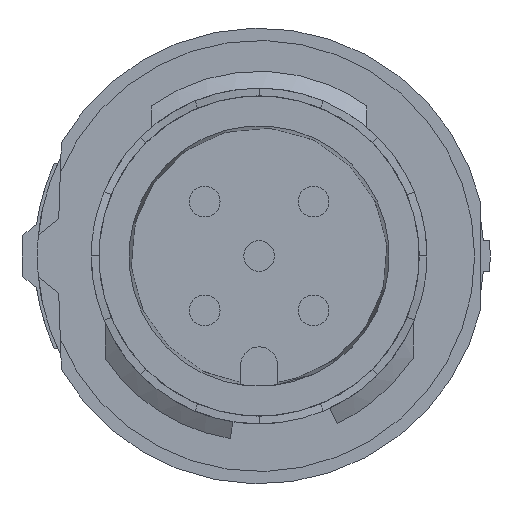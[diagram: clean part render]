
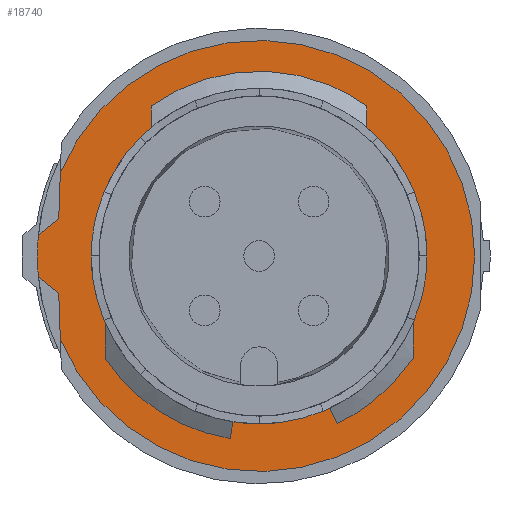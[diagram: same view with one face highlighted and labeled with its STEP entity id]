
A CAD part, left-side view. The second image highlights one B-rep face of the part: STEP entity #18740.
In plain terms, the highlighted planar face has unit normal (-1, 0, 0).
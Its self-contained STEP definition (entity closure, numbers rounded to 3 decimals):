
#5170=CARTESIAN_POINT('',(-37.678,5.264,
1.411));
#5180=VERTEX_POINT('',#5170);
#8240=CARTESIAN_POINT('',(-37.678,-5.264,
-1.411));
#8250=VERTEX_POINT('',#8240);
#8280=CARTESIAN_POINT('',(-37.678,0.,
0.));
#8290=DIRECTION('',(1.,0.,0.));
#8300=DIRECTION('',(0.,0.966,
0.259));
#8310=AXIS2_PLACEMENT_3D('',#8280,#8290,#8300);
#8320=CIRCLE('',#8310,5.45);
#8330=EDGE_CURVE('',#8250,#5180,#8320,.T.);
#18080=CARTESIAN_POINT('',(-37.678,-6.225,
0.));
#18090=DIRECTION('',(-1.,0.,0.));
#18100=DIRECTION('',(0.,0.,-1.));
#18110=AXIS2_PLACEMENT_3D('',#18080,#18090,#18100);
#18120=PLANE('',#18110);
#18130=EDGE_CURVE('',#5180,#8250,#8320,.T.);
#18140=ORIENTED_EDGE('',*,*,#18130,.T.);
#18150=ORIENTED_EDGE('',*,*,#8330,.T.);
#18160=EDGE_LOOP('',(#18150,#18140));
#18170=FACE_BOUND('',#18160,.T.);
#18180=CARTESIAN_POINT('',(-37.678,-6.975,
12.128));
#18190=DIRECTION('',(0.,-0.777,
0.629));
#18200=VECTOR('',#18190,1.);
#18210=LINE('',#18180,#18200);
#18220=CARTESIAN_POINT('',(-37.678,7.168,
0.675));
#18230=VERTEX_POINT('',#18220);
#18240=CARTESIAN_POINT('',(-37.678,6.507,
1.21));
#18250=VERTEX_POINT('',#18240);
#18260=EDGE_CURVE('',#18230,#18250,#18210,.T.);
#18270=ORIENTED_EDGE('',*,*,#18260,.F.);
#18280=CARTESIAN_POINT('',(-37.678,6.55,
0.));
#18290=DIRECTION('',(0.,-0.035,
0.999));
#18300=VECTOR('',#18290,1.);
#18310=LINE('',#18280,#18300);
#18320=CARTESIAN_POINT('',(-37.678,6.455,
2.708));
#18330=VERTEX_POINT('',#18320);
#18340=EDGE_CURVE('',#18250,#18330,#18310,.T.);
#18350=ORIENTED_EDGE('',*,*,#18340,.F.);
#18360=CARTESIAN_POINT('',(-37.678,0.,
0.));
#18370=DIRECTION('',(-1.,0.,0.));
#18380=DIRECTION('',(0.,0.,-1.));
#18390=AXIS2_PLACEMENT_3D('',#18360,#18370,#18380);
#18400=CIRCLE('',#18390,7.);
#18410=CARTESIAN_POINT('',(-37.678,6.455,
-2.708));
#18420=VERTEX_POINT('',#18410);
#18430=EDGE_CURVE('',#18420,#18330,#18400,.T.);
#18440=ORIENTED_EDGE('',*,*,#18430,.T.);
#18450=CARTESIAN_POINT('',(-37.678,6.55,
0.));
#18460=DIRECTION('',(0.,0.035,
0.999));
#18470=VECTOR('',#18460,1.);
#18480=LINE('',#18450,#18470);
#18490=CARTESIAN_POINT('',(-37.678,6.507,
-1.21));
#18500=VERTEX_POINT('',#18490);
#18510=EDGE_CURVE('',#18420,#18500,#18480,.T.);
#18520=ORIENTED_EDGE('',*,*,#18510,.F.);
#18530=CARTESIAN_POINT('',(-37.678,-6.975,
-12.128));
#18540=DIRECTION('',(0.,0.777,
0.629));
#18550=VECTOR('',#18540,1.);
#18560=LINE('',#18530,#18550);
#18570=CARTESIAN_POINT('',(-37.678,7.168,
-0.675));
#18580=VERTEX_POINT('',#18570);
#18590=EDGE_CURVE('',#18500,#18580,#18560,.T.);
#18600=ORIENTED_EDGE('',*,*,#18590,.F.);
#18610=CARTESIAN_POINT('',(-37.678,0.,
0.));
#18620=DIRECTION('',(1.,0.,0.));
#18630=DIRECTION('',(0.,1.,0.));
#18640=AXIS2_PLACEMENT_3D('',#18610,#18620,#18630);
#18650=CIRCLE('',#18640,7.2);
#18660=CARTESIAN_POINT('',(-37.678,7.2,
0.));
#18670=VERTEX_POINT('',#18660);
#18680=EDGE_CURVE('',#18580,#18670,#18650,.T.);
#18690=ORIENTED_EDGE('',*,*,#18680,.F.);
#18700=EDGE_CURVE('',#18670,#18230,#18650,.T.);
#18710=ORIENTED_EDGE('',*,*,#18700,.F.);
#18720=EDGE_LOOP('',(#18710,#18690,#18600,#18520,#18440,#18350,#18270));
#18730=FACE_OUTER_BOUND('',#18720,.T.);
#18740=ADVANCED_FACE('',(#18170,#18730),#18120,.T.);
